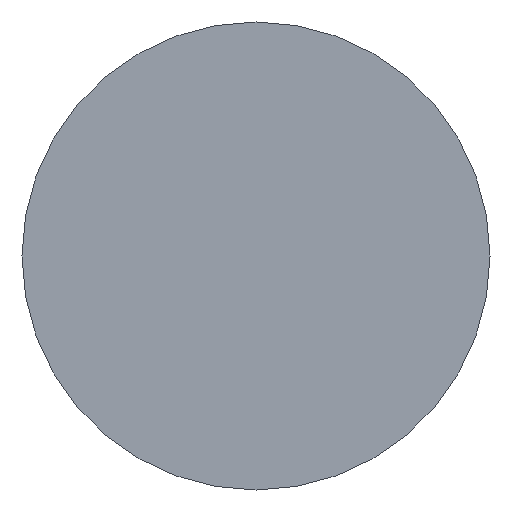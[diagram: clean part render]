
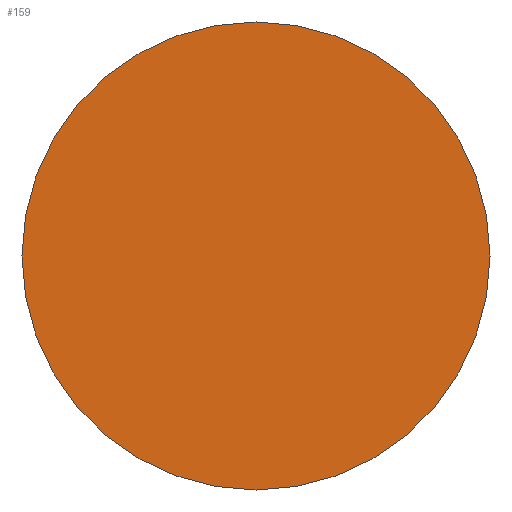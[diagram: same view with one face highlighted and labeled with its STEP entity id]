
A CAD part, front view. The second image highlights one B-rep face of the part: STEP entity #159.
In plain terms, the highlighted planar face has unit normal (0, -1, 0).
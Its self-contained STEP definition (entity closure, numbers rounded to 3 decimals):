
#10 = ORIENTED_EDGE ( 'NONE', *, *, #146, .T. ) ;
#19 = CARTESIAN_POINT ( 'NONE',  ( 0., 0., 0. ) ) ;
#27 = DIRECTION ( 'NONE',  ( 0., 0., -1. ) ) ;
#53 = PLANE ( 'NONE',  #155 ) ;
#56 = CIRCLE ( 'NONE', #108, 35. ) ;
#61 = EDGE_LOOP ( 'NONE', ( #10 ) ) ;
#69 = CARTESIAN_POINT ( 'NONE',  ( 0., 0., 0. ) ) ;
#83 = DIRECTION ( 'NONE',  ( 0., 0., -1. ) ) ;
#101 = VERTEX_POINT ( 'NONE', #153 ) ;
#107 = DIRECTION ( 'NONE',  ( 0., -1., 0. ) ) ;
#108 = AXIS2_PLACEMENT_3D ( 'NONE', #69, #137, #83 ) ;
#137 = DIRECTION ( 'NONE',  ( 0., -1., 0. ) ) ;
#146 = EDGE_CURVE ( 'NONE', #101, #101, #56, .T. ) ;
#152 = FACE_OUTER_BOUND ( 'NONE', #61, .T. ) ;
#153 = CARTESIAN_POINT ( 'NONE',  ( 0., 0., -35. ) ) ;
#155 = AXIS2_PLACEMENT_3D ( 'NONE', #19, #107, #27 ) ;
#159 = ADVANCED_FACE ( 'NONE', ( #152 ), #53, .T. ) ;
